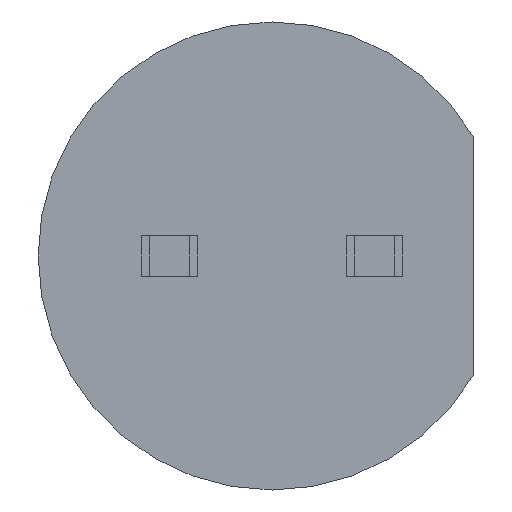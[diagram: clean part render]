
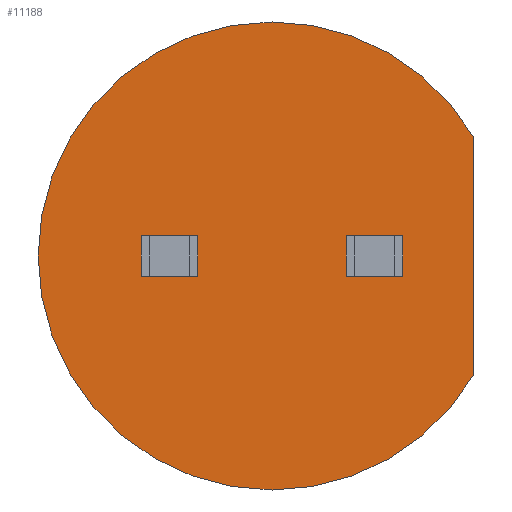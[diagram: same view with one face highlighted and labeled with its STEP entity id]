
A CAD part, front view. The second image highlights one B-rep face of the part: STEP entity #11188.
In plain terms, the highlighted planar face has unit normal (0, -1, 0).
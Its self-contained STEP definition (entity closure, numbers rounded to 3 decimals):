
#1257 = VERTEX_POINT ( 'NONE', #14488 ) ;
#1340 = VERTEX_POINT ( 'NONE', #14614 ) ;
#1355 = EDGE_CURVE ( 'NONE', #1257, #1340, #14608, .T. ) ;
#10155 = DIRECTION ( 'NONE',  ( 0., 0., -1. ) ) ;
#10156 = VECTOR ( 'NONE', #10155, 1000. ) ;
#10157 = CARTESIAN_POINT ( 'NONE',  ( 1.52, 0., 0.25 ) ) ;
#10158 = LINE ( 'NONE', #10157, #10156 ) ;
#10160 = CARTESIAN_POINT ( 'NONE',  ( 1.52, 0., -0.25 ) ) ;
#10161 = DIRECTION ( 'NONE',  ( -1., 0., 0. ) ) ;
#10162 = VECTOR ( 'NONE', #10161, 1000. ) ;
#10163 = CARTESIAN_POINT ( 'NONE',  ( 0.497, 0., -0.25 ) ) ;
#10168 = LINE ( 'NONE', #10163, #10162 ) ;
#10211 = DIRECTION ( 'NONE',  ( -1., 0., 0. ) ) ;
#10212 = VECTOR ( 'NONE', #10211, 1000. ) ;
#10213 = CARTESIAN_POINT ( 'NONE',  ( 0.497, 0., -0.25 ) ) ;
#10214 = LINE ( 'NONE', #10213, #10212 ) ;
#10251 = DIRECTION ( 'NONE',  ( 0., 0., -1. ) ) ;
#10252 = VECTOR ( 'NONE', #10251, 1000. ) ;
#10253 = CARTESIAN_POINT ( 'NONE',  ( -1.52, 0., 0.25 ) ) ;
#10254 = LINE ( 'NONE', #10253, #10252 ) ;
#10433 = DIRECTION ( 'NONE',  ( 0., 0., -1. ) ) ;
#10434 = VECTOR ( 'NONE', #10433, 1000. ) ;
#10435 = CARTESIAN_POINT ( 'NONE',  ( -1.02, 0., 0.25 ) ) ;
#10436 = LINE ( 'NONE', #10435, #10434 ) ;
#10464 = VECTOR ( 'NONE', #10517, 1000. ) ;
#10465 = CARTESIAN_POINT ( 'NONE',  ( 0.497, 0., 0.25 ) ) ;
#10466 = LINE ( 'NONE', #10465, #10464 ) ;
#10488 = CARTESIAN_POINT ( 'NONE',  ( -1.52, 0., -0.25 ) ) ;
#10489 = CARTESIAN_POINT ( 'NONE',  ( -1.02, 0., -0.25 ) ) ;
#10516 = CARTESIAN_POINT ( 'NONE',  ( 1.52, 0., 0.25 ) ) ;
#10517 = DIRECTION ( 'NONE',  ( -1., 0., 0. ) ) ;
#11008 = VERTEX_POINT ( 'NONE', #15722 ) ;
#11014 = EDGE_CURVE ( 'NONE', #11008, #1257, #15717, .T. ) ;
#11061 = VERTEX_POINT ( 'NONE', #15788 ) ;
#11173 = EDGE_LOOP ( 'NONE', ( #11189, #14491, #14404, #14401 ) ) ;
#11177 = VERTEX_POINT ( 'NONE', #16054 ) ;
#11180 = EDGE_CURVE ( 'NONE', #11177, #1340, #16048, .T. ) ;
#11187 = EDGE_CURVE ( 'NONE', #11177, #11008, #16077, .T. ) ;
#11188 = ADVANCED_FACE ( 'NONE', ( #16073, #16072, #16071 ), #16118, .F. ) ;
#11189 = ORIENTED_EDGE ( 'NONE', *, *, #11190, .F. ) ;
#11190 = EDGE_CURVE ( 'NONE', #11191, #11061, #16117, .T. ) ;
#11191 = VERTEX_POINT ( 'NONE', #16109 ) ;
#11289 = VERTEX_POINT ( 'NONE', #16352 ) ;
#11319 = VERTEX_POINT ( 'NONE', #16476 ) ;
#11367 = EDGE_CURVE ( 'NONE', #11289, #11319, #16613, .T. ) ;
#14399 = EDGE_CURVE ( 'NONE', #14402, #11061, #10168, .T. ) ;
#14400 = EDGE_LOOP ( 'NONE', ( #14405, #14471, #14459, #14462 ) ) ;
#14401 = ORIENTED_EDGE ( 'NONE', *, *, #14399, .T. ) ;
#14402 = VERTEX_POINT ( 'NONE', #10160 ) ;
#14403 = EDGE_CURVE ( 'NONE', #14493, #14402, #10158, .T. ) ;
#14404 = ORIENTED_EDGE ( 'NONE', *, *, #14403, .T. ) ;
#14405 = ORIENTED_EDGE ( 'NONE', *, *, #14465, .F. ) ;
#14455 = ORIENTED_EDGE ( 'NONE', *, *, #1355, .F. ) ;
#14456 = ORIENTED_EDGE ( 'NONE', *, *, #11014, .F. ) ;
#14457 = ORIENTED_EDGE ( 'NONE', *, *, #11187, .F. ) ;
#14459 = ORIENTED_EDGE ( 'NONE', *, *, #14461, .T. ) ;
#14461 = EDGE_CURVE ( 'NONE', #11289, #14472, #10436, .T. ) ;
#14462 = ORIENTED_EDGE ( 'NONE', *, *, #14463, .T. ) ;
#14463 = EDGE_CURVE ( 'NONE', #14472, #14473, #10214, .T. ) ;
#14464 = EDGE_LOOP ( 'NONE', ( #14466, #14455, #14456, #14457 ) ) ;
#14465 = EDGE_CURVE ( 'NONE', #11319, #14473, #10254, .T. ) ;
#14466 = ORIENTED_EDGE ( 'NONE', *, *, #11180, .T. ) ;
#14471 = ORIENTED_EDGE ( 'NONE', *, *, #11367, .F. ) ;
#14472 = VERTEX_POINT ( 'NONE', #10489 ) ;
#14473 = VERTEX_POINT ( 'NONE', #10488 ) ;
#14488 = CARTESIAN_POINT ( 'NONE',  ( 0., 0., 2.9 ) ) ;
#14491 = ORIENTED_EDGE ( 'NONE', *, *, #14492, .F. ) ;
#14492 = EDGE_CURVE ( 'NONE', #14493, #11191, #10466, .T. ) ;
#14493 = VERTEX_POINT ( 'NONE', #10516 ) ;
#14604 = DIRECTION ( 'NONE',  ( 0., 0., 1. ) ) ;
#14605 = DIRECTION ( 'NONE',  ( 0., 1., 0. ) ) ;
#14606 = CARTESIAN_POINT ( 'NONE',  ( 0., 0., 0. ) ) ;
#14607 = AXIS2_PLACEMENT_3D ( 'NONE', #14606, #14605, #14604 ) ;
#14608 = CIRCLE ( 'NONE', #14607, 2.9 ) ;
#14614 = CARTESIAN_POINT ( 'NONE',  ( 2.5, 0., 1.47 ) ) ;
#15713 = DIRECTION ( 'NONE',  ( 0., 0., 1. ) ) ;
#15714 = DIRECTION ( 'NONE',  ( 0., 1., 0. ) ) ;
#15715 = CARTESIAN_POINT ( 'NONE',  ( 0., 0., 0. ) ) ;
#15716 = AXIS2_PLACEMENT_3D ( 'NONE', #15715, #15714, #15713 ) ;
#15717 = CIRCLE ( 'NONE', #15716, 2.9 ) ;
#15722 = CARTESIAN_POINT ( 'NONE',  ( 0., 0., -2.9 ) ) ;
#15788 = CARTESIAN_POINT ( 'NONE',  ( 1.02, 0., -0.25 ) ) ;
#16045 = DIRECTION ( 'NONE',  ( 0., 0., 1. ) ) ;
#16046 = VECTOR ( 'NONE', #16045, 1000. ) ;
#16047 = CARTESIAN_POINT ( 'NONE',  ( 2.5, 0., 0. ) ) ;
#16048 = LINE ( 'NONE', #16047, #16046 ) ;
#16054 = CARTESIAN_POINT ( 'NONE',  ( 2.5, 0., -1.47 ) ) ;
#16071 = FACE_OUTER_BOUND ( 'NONE', #14464, .T. ) ;
#16072 = FACE_BOUND ( 'NONE', #14400, .T. ) ;
#16073 = FACE_BOUND ( 'NONE', #11173, .T. ) ;
#16074 = DIRECTION ( 'NONE',  ( 0., 0., 1. ) ) ;
#16075 = DIRECTION ( 'NONE',  ( 0., 1., 0. ) ) ;
#16076 = AXIS2_PLACEMENT_3D ( 'NONE', #16083, #16075, #16074 ) ;
#16077 = CIRCLE ( 'NONE', #16076, 2.9 ) ;
#16083 = CARTESIAN_POINT ( 'NONE',  ( 0., 0., 0. ) ) ;
#16109 = CARTESIAN_POINT ( 'NONE',  ( 1.02, 0., 0.25 ) ) ;
#16110 = DIRECTION ( 'NONE',  ( 0., 0., -1. ) ) ;
#16111 = VECTOR ( 'NONE', #16110, 1000. ) ;
#16112 = CARTESIAN_POINT ( 'NONE',  ( 1.02, 0., 0.25 ) ) ;
#16113 = DIRECTION ( 'NONE',  ( 0., 0., 1. ) ) ;
#16114 = DIRECTION ( 'NONE',  ( 0., 1., 0. ) ) ;
#16115 = CARTESIAN_POINT ( 'NONE',  ( -6.521, 0., 0. ) ) ;
#16116 = AXIS2_PLACEMENT_3D ( 'NONE', #16115, #16114, #16113 ) ;
#16117 = LINE ( 'NONE', #16112, #16111 ) ;
#16118 = PLANE ( 'NONE',  #16116 ) ;
#16352 = CARTESIAN_POINT ( 'NONE',  ( -1.02, 0., 0.25 ) ) ;
#16476 = CARTESIAN_POINT ( 'NONE',  ( -1.52, 0., 0.25 ) ) ;
#16612 = CARTESIAN_POINT ( 'NONE',  ( 0.497, 0., 0.25 ) ) ;
#16613 = LINE ( 'NONE', #16612, #16678 ) ;
#16677 = DIRECTION ( 'NONE',  ( -1., 0., 0. ) ) ;
#16678 = VECTOR ( 'NONE', #16677, 1000. ) ;
